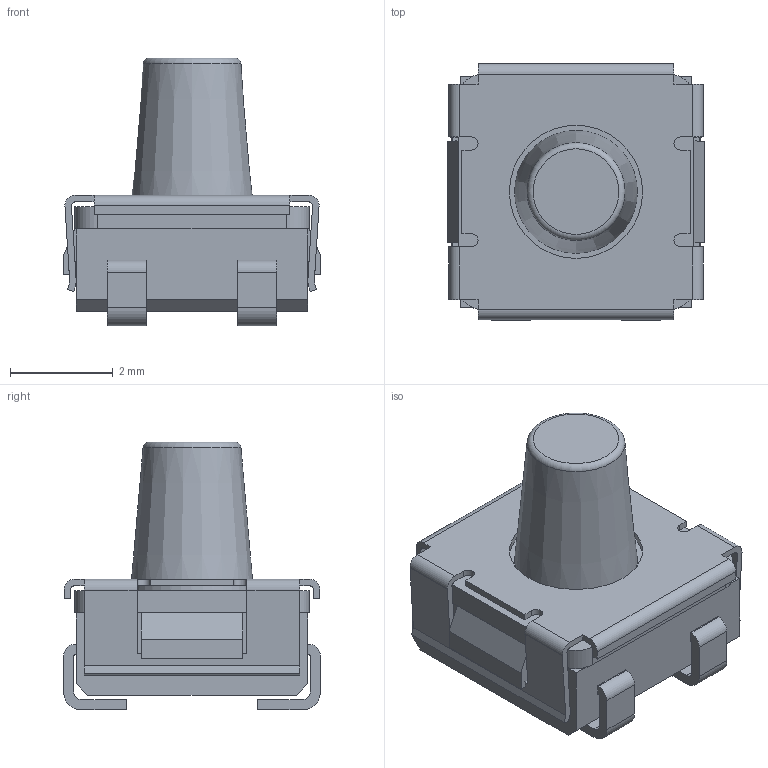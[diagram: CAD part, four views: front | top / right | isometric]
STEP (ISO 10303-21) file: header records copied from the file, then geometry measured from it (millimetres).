
FILE_DESCRIPTION(('FreeCAD Model'),'2;1');
FILE_NAME( '7914J-1-050.step' ,'2018-05-08T17:32:58',('kicad StepUp'),('ksu MCAD'), 'Open CASCADE STEP processor 6.5','FreeCAD','Unknown');
FILE_SCHEMA(('AUTOMOTIVE_DESIGN_CC2 { 1 2 10303 214 -1 1 5 4 }'));
Length unit declared in the file: millimetre
Products named in the file (5): ASSEMBLY; Array; Fillet005; Pocket005; Fillet004
Assembly tree (4 placements, depth 2):
  ASSEMBLY
    Array
    Fillet005
    Pocket005
    Fillet004
Bounding box: 5 x 5 x 5.21 mm (x, y, z)
Volume: 56.6 mm3; surface area: 217 mm2
Topology: 7 solids, 7 shells, 152 faces, 420 edges, 280 vertices
Faces by surface type: plane 112, cylinder 38, cone 1, torus 1
Full cylindrical faces by diameter (mm): 1.27 x1, 2.59 x1
Entity records: 4978 total; most frequent: CARTESIAN_POINT 857, ORIENTED_EDGE 840, DIRECTION 815, EDGE_CURVE 420, LINE 339, VECTOR 339, VERTEX_POINT 280, AXIS2_PLACEMENT_3D 238
